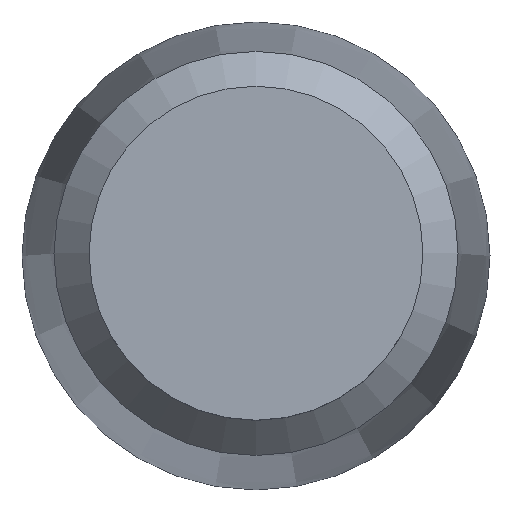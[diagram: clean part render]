
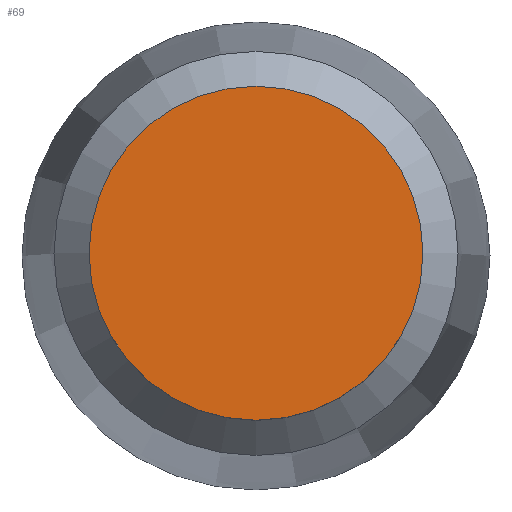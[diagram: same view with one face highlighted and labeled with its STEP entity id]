
A CAD part, top view. The second image highlights one B-rep face of the part: STEP entity #69.
In plain terms, the highlighted planar face has unit normal (0, 0, 1).
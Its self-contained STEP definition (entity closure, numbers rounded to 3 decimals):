
#41=FACE_OUTER_BOUND('',#153,.T.);
#69=ADVANCED_FACE('',(#41),#79,.F.);
#79=PLANE('',#286);
#93=CIRCLE('',#285,8.5);
#153=EDGE_LOOP('',(#189));
#189=ORIENTED_EDGE('',*,*,#229,.F.);
#211=VERTEX_POINT('',#459);
#229=EDGE_CURVE('',#211,#211,#93,.T.);
#285=AXIS2_PLACEMENT_3D('',#458,#354,#355);
#286=AXIS2_PLACEMENT_3D('',#460,#356,#357);
#354=DIRECTION('',(0.,0.,-1.));
#355=DIRECTION('',(0.,-1.,0.));
#356=DIRECTION('',(0.,0.,-1.));
#357=DIRECTION('',(0.,-1.,0.));
#458=CARTESIAN_POINT('',(0.,0.,81.));
#459=CARTESIAN_POINT('',(0.,-8.5,81.));
#460=CARTESIAN_POINT('',(0.,0.,81.));
